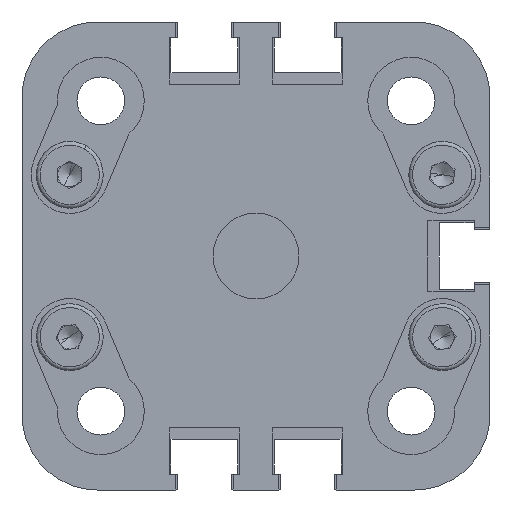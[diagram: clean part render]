
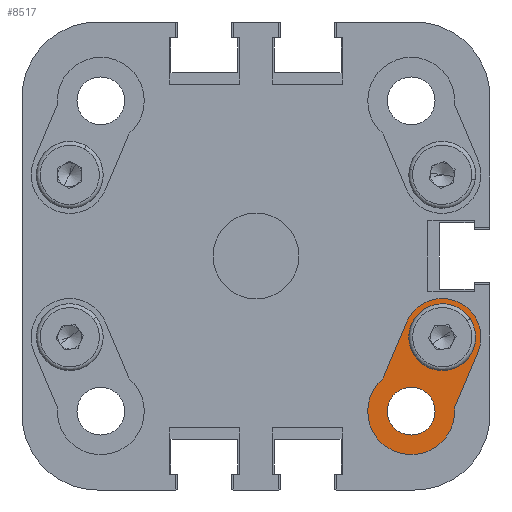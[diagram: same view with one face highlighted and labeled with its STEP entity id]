
A CAD part, left-side view. The second image highlights one B-rep face of the part: STEP entity #8517.
In plain terms, the highlighted planar face has unit normal (-1, 0, 0).
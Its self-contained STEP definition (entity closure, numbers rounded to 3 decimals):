
#60 = AXIS2_PLACEMENT_3D ( 'NONE', #584, #15775, #31206 ) ;
#117 = CARTESIAN_POINT ( 'NONE',  ( 4.5, -16.25, -16.25 ) ) ;
#175 = DIRECTION ( 'NONE',  ( -1., 0., 0. ) ) ;
#246 = FACE_OUTER_BOUND ( 'NONE', #16117, .T. ) ;
#584 = CARTESIAN_POINT ( 'NONE',  ( 4.5, -16.85, -8.5 ) ) ;
#902 = ORIENTED_EDGE ( 'NONE', *, *, #18555, .F. ) ;
#1456 = DIRECTION ( 'NONE',  ( 0., 0., 1. ) ) ;
#1758 = DIRECTION ( 'NONE',  ( -1., 0., 0. ) ) ;
#2054 = CARTESIAN_POINT ( 'NONE',  ( 4.5, -19.5, -8.5 ) ) ;
#2212 = DIRECTION ( 'NONE',  ( 0., 0., 1. ) ) ;
#2827 = VERTEX_POINT ( 'NONE', #13013 ) ;
#2937 = CARTESIAN_POINT ( 'NONE',  ( 4.5, -12.515, -14.684 ) ) ;
#3052 = CARTESIAN_POINT ( 'NONE',  ( 4.5, -19.5, -11.15 ) ) ;
#3598 = AXIS2_PLACEMENT_3D ( 'NONE', #15366, #175, #7877 ) ;
#4087 = ORIENTED_EDGE ( 'NONE', *, *, #25904, .T. ) ;
#4624 = CIRCLE ( 'NONE', #23297, 2.65 ) ;
#5254 = DIRECTION ( 'NONE',  ( -1., 0., 0. ) ) ;
#5731 = EDGE_CURVE ( 'NONE', #2827, #31307, #7425, .T. ) ;
#5793 = PLANE ( 'NONE',  #60 ) ;
#5987 = ORIENTED_EDGE ( 'NONE', *, *, #27571, .T. ) ;
#6155 = VERTEX_POINT ( 'NONE', #11950 ) ;
#6315 = CARTESIAN_POINT ( 'NONE',  ( 4.5, -19.5, -8.5 ) ) ;
#6466 = CARTESIAN_POINT ( 'NONE',  ( 4.5, -19.5, -8.5 ) ) ;
#6795 = CARTESIAN_POINT ( 'NONE',  ( 4.5, -19.5, -8.5 ) ) ;
#7414 = EDGE_CURVE ( 'NONE', #13585, #18840, #27807, .T. ) ;
#7425 = CIRCLE ( 'NONE', #33087, 2.5 ) ;
#7610 = CIRCLE ( 'NONE', #13990, 4.05 ) ;
#7877 = DIRECTION ( 'NONE',  ( 0., 0., 1. ) ) ;
#8506 = AXIS2_PLACEMENT_3D ( 'NONE', #6315, #9147, #1456 ) ;
#8517 = ADVANCED_FACE ( 'NONE', ( #31044, #246, #10608 ), #5793, .F. ) ;
#8803 = DIRECTION ( 'NONE',  ( 0., 0., -1. ) ) ;
#9147 = DIRECTION ( 'NONE',  ( -1., 0., 0. ) ) ;
#10608 = FACE_BOUND ( 'NONE', #32923, .T. ) ;
#10825 = ORIENTED_EDGE ( 'NONE', *, *, #11848, .T. ) ;
#10906 = VECTOR ( 'NONE', #26331, 1000. ) ;
#11848 = EDGE_CURVE ( 'NONE', #25039, #6155, #7610, .T. ) ;
#11938 = CIRCLE ( 'NONE', #15050, 2.5 ) ;
#11950 = CARTESIAN_POINT ( 'NONE',  ( 4.5, -19.5, -4.45 ) ) ;
#12594 = ORIENTED_EDGE ( 'NONE', *, *, #20166, .T. ) ;
#13013 = CARTESIAN_POINT ( 'NONE',  ( 4.5, -16.25, -18.75 ) ) ;
#13585 = VERTEX_POINT ( 'NONE', #24105 ) ;
#13913 = LINE ( 'NONE', #16110, #10906 ) ;
#13990 = AXIS2_PLACEMENT_3D ( 'NONE', #2054, #5254, #2212 ) ;
#14361 = DIRECTION ( 'NONE',  ( 0., 0., -1. ) ) ;
#14983 = ORIENTED_EDGE ( 'NONE', *, *, #20254, .T. ) ;
#15050 = AXIS2_PLACEMENT_3D ( 'NONE', #117, #31574, #8803 ) ;
#15366 = CARTESIAN_POINT ( 'NONE',  ( 4.5, -16.25, -16.25 ) ) ;
#15428 = ORIENTED_EDGE ( 'NONE', *, *, #25029, .F. ) ;
#15611 = CARTESIAN_POINT ( 'NONE',  ( 4.5, -23.235, -10.066 ) ) ;
#15775 = DIRECTION ( 'NONE',  ( 1., 0., 0. ) ) ;
#15989 = VERTEX_POINT ( 'NONE', #25117 ) ;
#16110 = CARTESIAN_POINT ( 'NONE',  ( 4.5, -19.985, -17.816 ) ) ;
#16117 = EDGE_LOOP ( 'NONE', ( #12594, #4087, #14983, #10825, #5987 ) ) ;
#16994 = CARTESIAN_POINT ( 'NONE',  ( 4.5, -15.765, -6.934 ) ) ;
#18189 = ORIENTED_EDGE ( 'NONE', *, *, #5731, .F. ) ;
#18278 = LINE ( 'NONE', #2937, #23127 ) ;
#18315 = VERTEX_POINT ( 'NONE', #16994 ) ;
#18555 = EDGE_CURVE ( 'NONE', #31307, #2827, #11938, .T. ) ;
#18840 = VERTEX_POINT ( 'NONE', #3052 ) ;
#19477 = DIRECTION ( 'NONE',  ( 0., 0., 1. ) ) ;
#19601 = CIRCLE ( 'NONE', #3598, 4.55 ) ;
#20166 = EDGE_CURVE ( 'NONE', #18315, #15989, #18278, .T. ) ;
#20202 = CIRCLE ( 'NONE', #8506, 4.05 ) ;
#20254 = EDGE_CURVE ( 'NONE', #27504, #25039, #13913, .T. ) ;
#22046 = CARTESIAN_POINT ( 'NONE',  ( 4.5, -16.25, -16.25 ) ) ;
#22139 = DIRECTION ( 'NONE',  ( 0., 0., 1. ) ) ;
#23127 = VECTOR ( 'NONE', #25323, 1000. ) ;
#23297 = AXIS2_PLACEMENT_3D ( 'NONE', #6795, #1758, #22139 ) ;
#24105 = CARTESIAN_POINT ( 'NONE',  ( 4.5, -19.5, -5.85 ) ) ;
#25029 = EDGE_CURVE ( 'NONE', #18840, #13585, #4624, .T. ) ;
#25039 = VERTEX_POINT ( 'NONE', #15611 ) ;
#25067 = CARTESIAN_POINT ( 'NONE',  ( 4.5, -16.25, -13.75 ) ) ;
#25109 = ORIENTED_EDGE ( 'NONE', *, *, #7414, .F. ) ;
#25117 = CARTESIAN_POINT ( 'NONE',  ( 4.5, -13.317, -12.771 ) ) ;
#25323 = DIRECTION ( 'NONE',  ( 0., 0.387, -0.922 ) ) ;
#25904 = EDGE_CURVE ( 'NONE', #15989, #27504, #19601, .T. ) ;
#26331 = DIRECTION ( 'NONE',  ( 0., -0.387, 0.922 ) ) ;
#26726 = AXIS2_PLACEMENT_3D ( 'NONE', #6466, #26860, #19477 ) ;
#26860 = DIRECTION ( 'NONE',  ( -1., 0., 0. ) ) ;
#27504 = VERTEX_POINT ( 'NONE', #32076 ) ;
#27571 = EDGE_CURVE ( 'NONE', #6155, #18315, #20202, .T. ) ;
#27807 = CIRCLE ( 'NONE', #26726, 2.65 ) ;
#29623 = DIRECTION ( 'NONE',  ( -1., 0., 0. ) ) ;
#29640 = EDGE_LOOP ( 'NONE', ( #25109, #15428 ) ) ;
#31044 = FACE_BOUND ( 'NONE', #29640, .T. ) ;
#31206 = DIRECTION ( 'NONE',  ( 0., 0., -1. ) ) ;
#31307 = VERTEX_POINT ( 'NONE', #25067 ) ;
#31574 = DIRECTION ( 'NONE',  ( -1., 0., 0. ) ) ;
#32076 = CARTESIAN_POINT ( 'NONE',  ( 4.5, -20.787, -15.904 ) ) ;
#32923 = EDGE_LOOP ( 'NONE', ( #902, #18189 ) ) ;
#33087 = AXIS2_PLACEMENT_3D ( 'NONE', #22046, #29623, #14361 ) ;
